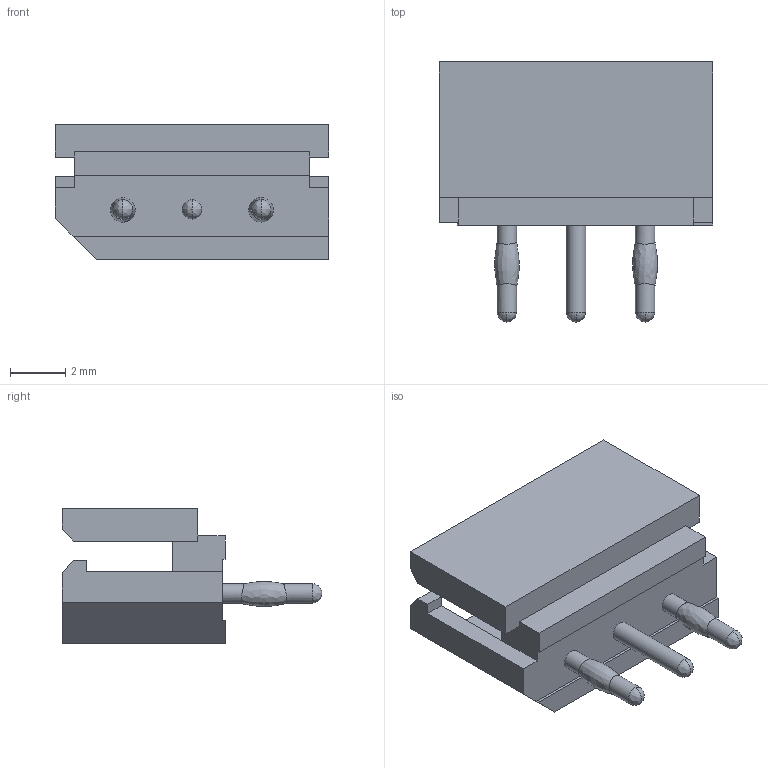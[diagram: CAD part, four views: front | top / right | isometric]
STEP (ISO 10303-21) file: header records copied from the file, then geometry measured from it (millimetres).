
FILE_DESCRIPTION(/* description */ (''),/* implementation_level */ '2;1');
FILE_NAME(/* name */ '099990987____ipt_dfcc5056.STEP',/* time_stamp */ '2022-06-02T14:49:59+03:00',/* author */ ('Sulieman DAHER'),/* organization */ (''),/* preprocessor_version */ 'ST-DEVELOPER v16.13',/* originating_system */ 'Autodesk Inventor 2018',/* authorisation */ '');
FILE_SCHEMA (('AUTOMOTIVE_DESIGN { 1 0 10303 214 3 1 1 }'));
Length unit declared in the file: millimetre
Products named in the file (1): 099990987___
Bounding box: 9.9 x 9.4 x 4.9 mm (x, y, z)
Volume: 154.8 mm3; surface area: 397.8 mm2
Topology: 1 solids, 1 shells, 81 faces, 213 edges, 140 vertices
Faces by surface type: plane 61, bspline 12, cylinder 8
Full cylindrical faces by diameter (mm): 0.7 x8
Entity records: 2848 total; most frequent: CARTESIAN_POINT 867, ORIENTED_EDGE 406, DIRECTION 389, EDGE_CURVE 203, VERTEX_POINT 138, LINE 137, VECTOR 137, AXIS2_PLACEMENT_3D 126
